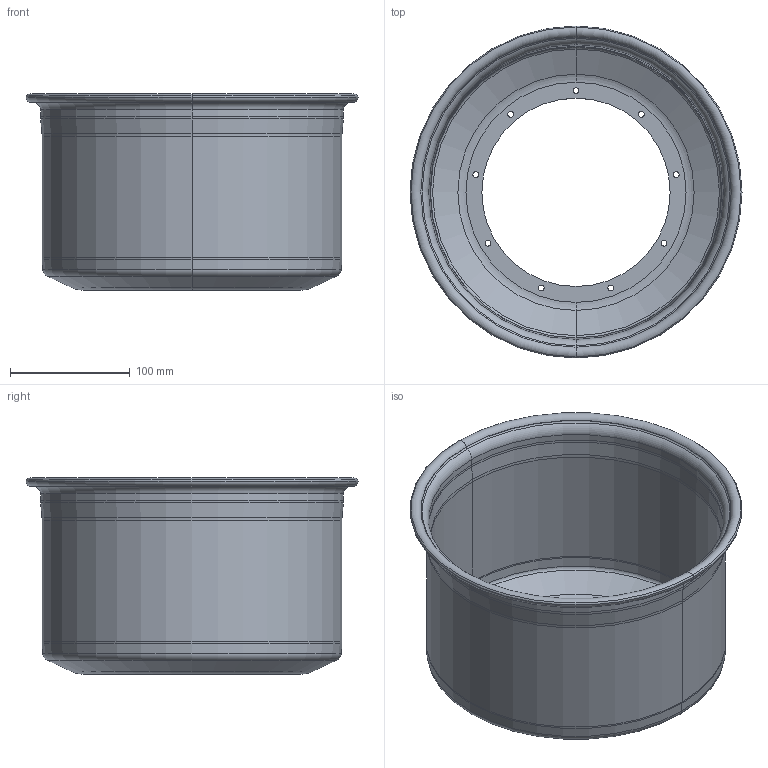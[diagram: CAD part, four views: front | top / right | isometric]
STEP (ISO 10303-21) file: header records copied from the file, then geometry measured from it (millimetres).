
FILE_DESCRIPTION (( 'STEP AP214' ), '1' );
FILE_NAME ('Wheel-Keizer-Inner.STEP', '2023-07-16T20:28:40', ( '' ), ( '' ), 'SwSTEP 2.0', 'SolidWorks 2022', '' );
FILE_SCHEMA (( 'AUTOMOTIVE_DESIGN' ));
Length unit declared in the file: inch
Products named in the file (1): Wheel-Keizer-Inner
Bounding box: 277.69 x 277.69 x 163.96 mm (x, y, z)
Volume: 498760 mm3; surface area: 308306.1 mm2
Topology: 1 solids, 1 shells, 76 faces, 170 edges, 96 vertices
Faces by surface type: torus 34, cylinder 28, cone 12, plane 2
Entity records: 2208 total; most frequent: DIRECTION 454, CARTESIAN_POINT 343, ORIENTED_EDGE 340, AXIS2_PLACEMENT_3D 207, EDGE_CURVE 170, CIRCLE 130, VERTEX_POINT 96, EDGE_LOOP 96
